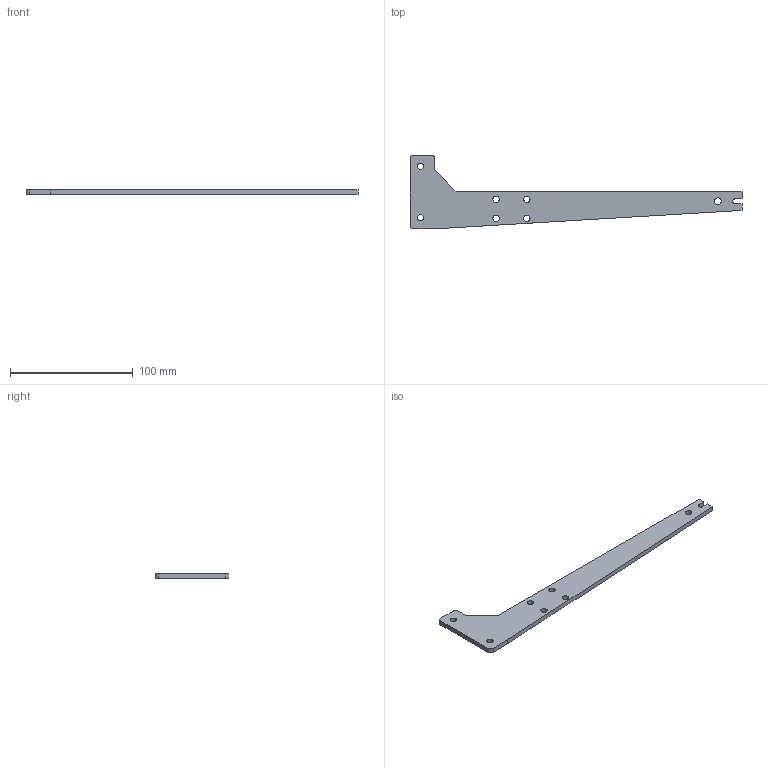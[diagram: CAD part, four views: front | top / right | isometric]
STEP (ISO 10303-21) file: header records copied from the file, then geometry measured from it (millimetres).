
FILE_DESCRIPTION((''),'2;1');
FILE_NAME('BED ARM.stp','2015-01-29T12:05:37',('jge'),(''),'Autodesk Inventor 2012','Autodesk Inventor 2012','');
FILE_SCHEMA(('AUTOMOTIVE_DESIGN { 1 0 10303 214 1 1 1 1 }'));
Length unit declared in the file: millimetre
Products named in the file (1): BED ARM
Bounding box: 270 x 60 x 4 mm (x, y, z)
Volume: 27204.3 mm3; surface area: 16641.2 mm2
Topology: 1 solids, 1 shells, 27 faces, 75 edges, 50 vertices
Faces by surface type: cylinder 14, plane 13
Full cylindrical faces by diameter (mm): 5.15 x2, 5.25 x4, 5.5 x1
Entity records: 896 total; most frequent: DIRECTION 152, CARTESIAN_POINT 146, ORIENTED_EDGE 136, EDGE_CURVE 68, AXIS2_PLACEMENT_3D 56, VERTEX_POINT 50, EDGE_LOOP 48, VECTOR 40
